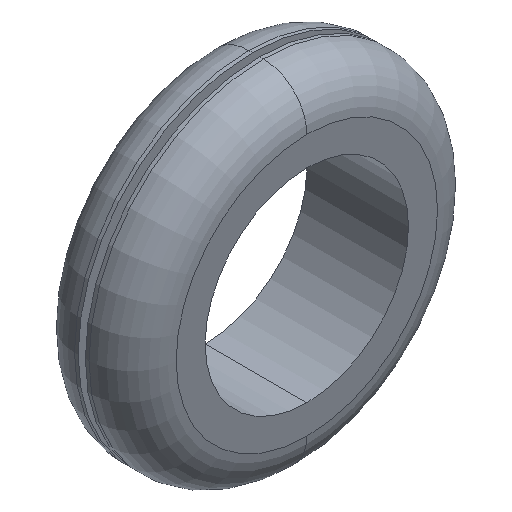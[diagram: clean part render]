
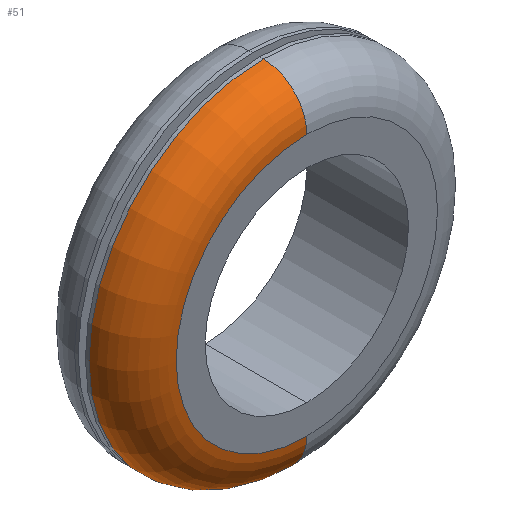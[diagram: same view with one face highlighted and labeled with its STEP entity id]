
A CAD part, isometric view. The second image highlights one B-rep face of the part: STEP entity #51.
In plain terms, the highlighted toroidal (fillet/blend) face has major radius 18 mm and minor radius 6 mm.
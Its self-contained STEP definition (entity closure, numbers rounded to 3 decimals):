
#48 = EDGE_CURVE ( 'NONE', #74, #70, #486, .T. ) ;
#51 = ADVANCED_FACE ( 'NONE', ( #485 ), #495, .T. ) ;
#52 = EDGE_LOOP ( 'NONE', ( #53, #54, #56, #57 ) ) ;
#53 = ORIENTED_EDGE ( 'NONE', *, *, #73, .F. ) ;
#54 = ORIENTED_EDGE ( 'NONE', *, *, #55, .T. ) ;
#55 = EDGE_CURVE ( 'NONE', #145, #140, #488, .T. ) ;
#56 = ORIENTED_EDGE ( 'NONE', *, *, #76, .T. ) ;
#57 = ORIENTED_EDGE ( 'NONE', *, *, #48, .F. ) ;
#70 = VERTEX_POINT ( 'NONE', #505 ) ;
#73 = EDGE_CURVE ( 'NONE', #145, #74, #228, .T. ) ;
#74 = VERTEX_POINT ( 'NONE', #230 ) ;
#76 = EDGE_CURVE ( 'NONE', #140, #70, #235, .T. ) ;
#140 = VERTEX_POINT ( 'NONE', #358 ) ;
#145 = VERTEX_POINT ( 'NONE', #328 ) ;
#226 = CARTESIAN_POINT ( 'NONE',  ( 0., -1., -18. ) ) ;
#227 = CARTESIAN_POINT ( 'NONE',  ( 0., -1., 18. ) ) ;
#228 = CIRCLE ( 'NONE', #229, 6. ) ;
#229 = AXIS2_PLACEMENT_3D ( 'NONE', #226, #237, #231 ) ;
#230 = CARTESIAN_POINT ( 'NONE',  ( 0., -1., -24. ) ) ;
#231 = DIRECTION ( 'NONE',  ( 0., 0., -1. ) ) ;
#232 = DIRECTION ( 'NONE',  ( -1., 0., 0. ) ) ;
#233 = DIRECTION ( 'NONE',  ( 0., 0., 1. ) ) ;
#234 = AXIS2_PLACEMENT_3D ( 'NONE', #227, #232, #233 ) ;
#235 = CIRCLE ( 'NONE', #234, 6. ) ;
#237 = DIRECTION ( 'NONE',  ( 1., 0., 0. ) ) ;
#328 = CARTESIAN_POINT ( 'NONE',  ( 0., -7., -18. ) ) ;
#358 = CARTESIAN_POINT ( 'NONE',  ( 0., -7., 18. ) ) ;
#479 = DIRECTION ( 'NONE',  ( 0., 0., 1. ) ) ;
#480 = AXIS2_PLACEMENT_3D ( 'NONE', #494, #482, #479 ) ;
#482 = DIRECTION ( 'NONE',  ( 0., 1., 0. ) ) ;
#483 = DIRECTION ( 'NONE',  ( 0., 0., 1. ) ) ;
#484 = AXIS2_PLACEMENT_3D ( 'NONE', #491, #497, #483 ) ;
#485 = FACE_OUTER_BOUND ( 'NONE', #52, .T. ) ;
#486 = CIRCLE ( 'NONE', #493, 24. ) ;
#487 = DIRECTION ( 'NONE',  ( 0., 1., 0. ) ) ;
#488 = CIRCLE ( 'NONE', #480, 18. ) ;
#491 = CARTESIAN_POINT ( 'NONE',  ( 0., -1., 0. ) ) ;
#492 = CARTESIAN_POINT ( 'NONE',  ( 0., -1., 0. ) ) ;
#493 = AXIS2_PLACEMENT_3D ( 'NONE', #492, #487, #496 ) ;
#494 = CARTESIAN_POINT ( 'NONE',  ( 0., -7., 0. ) ) ;
#495 = TOROIDAL_SURFACE ( 'NONE', #484, 18., 6. ) ;
#496 = DIRECTION ( 'NONE',  ( 0., 0., 1. ) ) ;
#497 = DIRECTION ( 'NONE',  ( 0., 1., 0. ) ) ;
#505 = CARTESIAN_POINT ( 'NONE',  ( 0., -1., 24. ) ) ;
